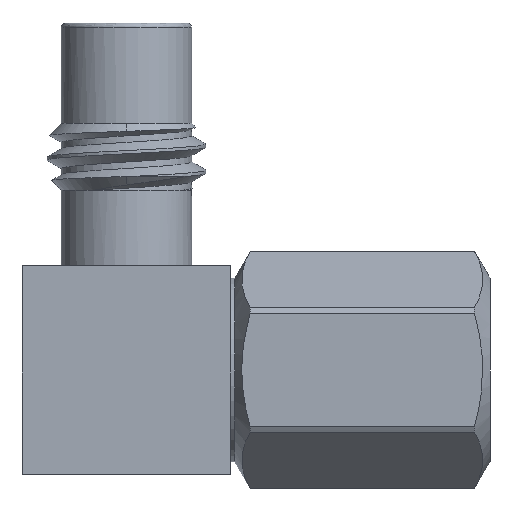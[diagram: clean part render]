
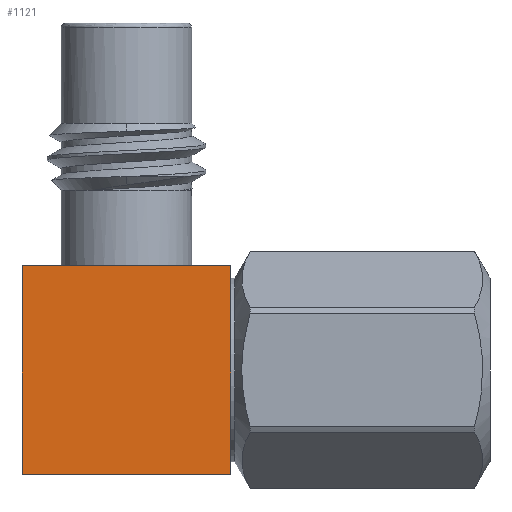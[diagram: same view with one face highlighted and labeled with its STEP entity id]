
A CAD part, left-side view. The second image highlights one B-rep face of the part: STEP entity #1121.
In plain terms, the highlighted planar face has unit normal (-1, 0, 0).
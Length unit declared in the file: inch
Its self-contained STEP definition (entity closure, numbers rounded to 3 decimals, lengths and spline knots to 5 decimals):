
#485 = CARTESIAN_POINT ( 'NONE',  ( -0.125, 0.125, 0.125 ) ) ;
#702 = FACE_OUTER_BOUND ( 'NONE', #1024, .T. ) ;
#773 = EDGE_CURVE ( 'NONE', #5390, #2801, #5688, .T. ) ;
#1024 = EDGE_LOOP ( 'NONE', ( #5788, #2787, #2209, #1346 ) ) ;
#1121 = ADVANCED_FACE ( 'NONE', ( #702 ), #2497, .F. ) ;
#1290 = CARTESIAN_POINT ( 'NONE',  ( -0.125, 0.125, -0.125 ) ) ;
#1346 = ORIENTED_EDGE ( 'NONE', *, *, #5462, .T. ) ;
#1384 = DIRECTION ( 'NONE',  ( 0., 0., -1. ) ) ;
#1703 = VECTOR ( 'NONE', #1384, 39.37008 ) ;
#1785 = LINE ( 'NONE', #2229, #5179 ) ;
#2139 = CARTESIAN_POINT ( 'NONE',  ( -0.125, -0.125, 0.125 ) ) ;
#2209 = ORIENTED_EDGE ( 'NONE', *, *, #5715, .F. ) ;
#2229 = CARTESIAN_POINT ( 'NONE',  ( -0.125, -0.125, -0.125 ) ) ;
#2308 = LINE ( 'NONE', #485, #1703 ) ;
#2497 = PLANE ( 'NONE',  #2895 ) ;
#2539 = DIRECTION ( 'NONE',  ( 0., 0., -1. ) ) ;
#2579 = VERTEX_POINT ( 'NONE', #1290 ) ;
#2628 = DIRECTION ( 'NONE',  ( 0., -1., 0. ) ) ;
#2630 = VERTEX_POINT ( 'NONE', #4817 ) ;
#2787 = ORIENTED_EDGE ( 'NONE', *, *, #773, .F. ) ;
#2801 = VERTEX_POINT ( 'NONE', #4614 ) ;
#2855 = CARTESIAN_POINT ( 'NONE',  ( -0.125, -0.125, 0.125 ) ) ;
#2895 = AXIS2_PLACEMENT_3D ( 'NONE', #2855, #5647, #5129 ) ;
#3562 = LINE ( 'NONE', #5373, #5644 ) ;
#4614 = CARTESIAN_POINT ( 'NONE',  ( -0.125, -0.125, -0.125 ) ) ;
#4703 = CARTESIAN_POINT ( 'NONE',  ( -0.125, -0.125, 0.125 ) ) ;
#4817 = CARTESIAN_POINT ( 'NONE',  ( -0.125, 0.125, 0.125 ) ) ;
#5129 = DIRECTION ( 'NONE',  ( 0., 1., 0. ) ) ;
#5179 = VECTOR ( 'NONE', #5433, 39.37008 ) ;
#5295 = VECTOR ( 'NONE', #2539, 39.37008 ) ;
#5373 = CARTESIAN_POINT ( 'NONE',  ( -0.125, -0.125, 0.125 ) ) ;
#5390 = VERTEX_POINT ( 'NONE', #2139 ) ;
#5433 = DIRECTION ( 'NONE',  ( 0., -1., 0. ) ) ;
#5455 = EDGE_CURVE ( 'NONE', #2579, #2801, #1785, .T. ) ;
#5462 = EDGE_CURVE ( 'NONE', #2630, #2579, #2308, .T. ) ;
#5644 = VECTOR ( 'NONE', #2628, 39.37008 ) ;
#5647 = DIRECTION ( 'NONE',  ( 1., 0., 0. ) ) ;
#5688 = LINE ( 'NONE', #4703, #5295 ) ;
#5715 = EDGE_CURVE ( 'NONE', #2630, #5390, #3562, .T. ) ;
#5788 = ORIENTED_EDGE ( 'NONE', *, *, #5455, .T. ) ;
